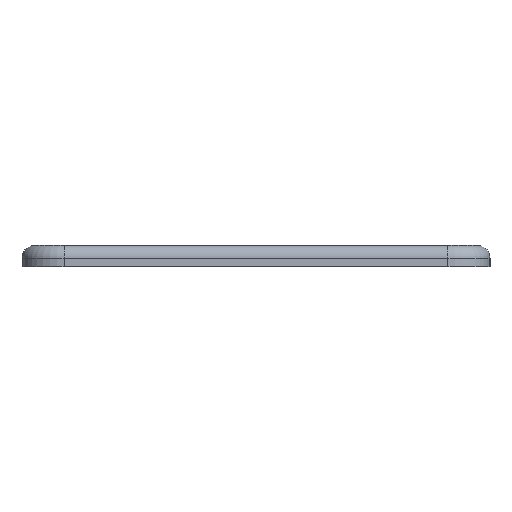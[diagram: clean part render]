
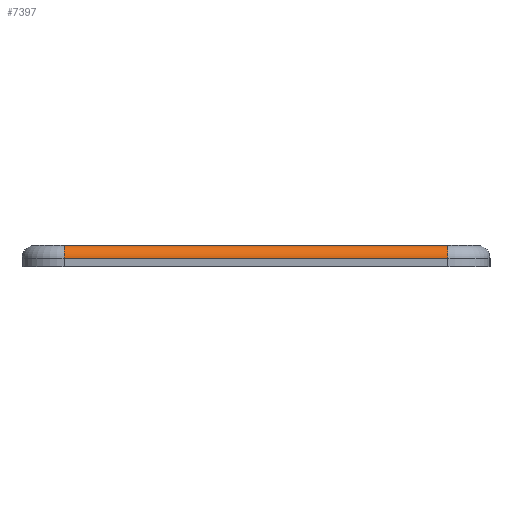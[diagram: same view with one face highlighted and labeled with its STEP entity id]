
A CAD part, left-side view. The second image highlights one B-rep face of the part: STEP entity #7397.
In plain terms, the highlighted cylindrical face has radius 1.5 mm (diameter 3 mm), a partial arc.
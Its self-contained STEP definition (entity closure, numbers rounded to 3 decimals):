
#62 = VERTEX_POINT('',#63);
#63 = CARTESIAN_POINT('',(-92.5,-22.8,-1.5));
#1930 = VERTEX_POINT('',#1931);
#1931 = CARTESIAN_POINT('',(-92.5,22.8,-1.5));
#1939 = EDGE_CURVE('',#1930,#62,#1940,.T.);
#1940 = LINE('',#1941,#1942);
#1941 = CARTESIAN_POINT('',(-92.5,22.8,-1.5));
#1942 = VECTOR('',#1943,1.);
#1943 = DIRECTION('',(0.,-1.,0.));
#1953 = EDGE_CURVE('',#62,#1954,#1956,.T.);
#1954 = VERTEX_POINT('',#1955);
#1955 = CARTESIAN_POINT('',(-91.,-22.8,0.));
#1956 = CIRCLE('',#1957,1.5);
#1957 = AXIS2_PLACEMENT_3D('',#1958,#1959,#1960);
#1958 = CARTESIAN_POINT('',(-91.,-22.8,-1.5));
#1959 = DIRECTION('',(0.,1.,-0.));
#1960 = DIRECTION('',(-1.,0.,0.));
#2015 = VERTEX_POINT('',#2016);
#2016 = CARTESIAN_POINT('',(-91.,22.8,0.));
#2023 = EDGE_CURVE('',#2015,#1954,#2024,.T.);
#2024 = LINE('',#2025,#2026);
#2025 = CARTESIAN_POINT('',(-91.,22.8,0.));
#2026 = VECTOR('',#2027,1.);
#2027 = DIRECTION('',(0.,-1.,0.));
#7397 = ADVANCED_FACE('',(#7398),#7410,.T.);
#7398 = FACE_BOUND('',#7399,.F.);
#7399 = EDGE_LOOP('',(#7400,#7407,#7408,#7409));
#7400 = ORIENTED_EDGE('',*,*,#7401,.T.);
#7401 = EDGE_CURVE('',#1930,#2015,#7402,.T.);
#7402 = CIRCLE('',#7403,1.5);
#7403 = AXIS2_PLACEMENT_3D('',#7404,#7405,#7406);
#7404 = CARTESIAN_POINT('',(-91.,22.8,-1.5));
#7405 = DIRECTION('',(0.,1.,-0.));
#7406 = DIRECTION('',(-1.,0.,0.));
#7407 = ORIENTED_EDGE('',*,*,#2023,.T.);
#7408 = ORIENTED_EDGE('',*,*,#1953,.F.);
#7409 = ORIENTED_EDGE('',*,*,#1939,.F.);
#7410 = CYLINDRICAL_SURFACE('',#7411,1.5);
#7411 = AXIS2_PLACEMENT_3D('',#7412,#7413,#7414);
#7412 = CARTESIAN_POINT('',(-91.,22.8,-1.5));
#7413 = DIRECTION('',(0.,-1.,0.));
#7414 = DIRECTION('',(-1.,0.,0.));
